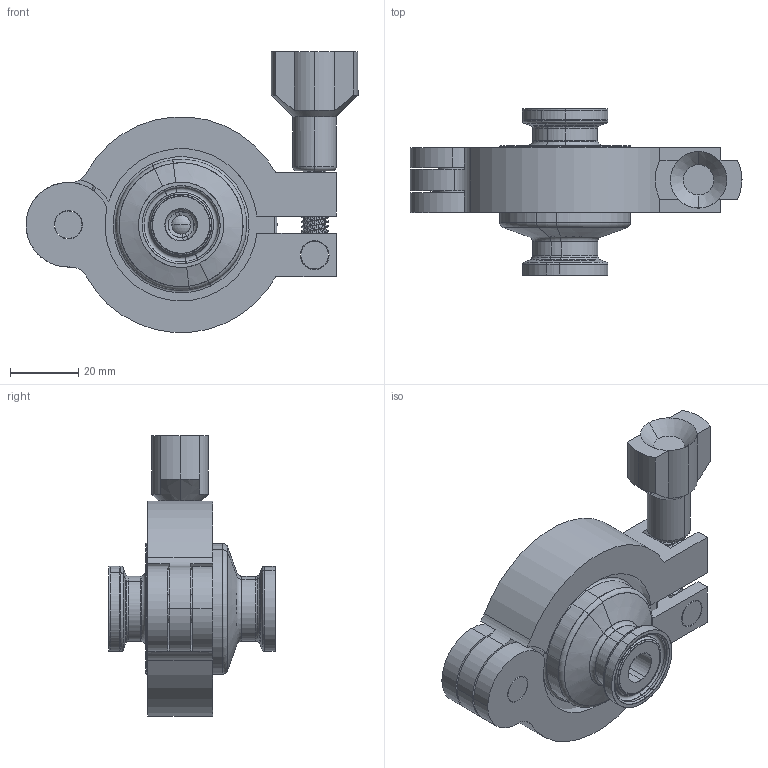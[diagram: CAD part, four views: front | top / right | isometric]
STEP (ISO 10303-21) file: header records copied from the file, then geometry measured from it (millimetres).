
FILE_DESCRIPTION (( 'STEP AP203' ), '1' );
FILE_NAME ('93JR-050-C.STEP', '2017-04-21T14:03:09', ( '' ), ( '' ), 'SwSTEP 2.0', 'SolidWorks 2014', '' );
FILE_SCHEMA (( 'CONFIG_CONTROL_DESIGN' ));
Length unit declared in the file: inch
Products named in the file (13): Hex Screw_AI_IN-HHMS 0.125-44x0.5x0.5-N; 25846_50 inlet; 3125ball; 25845; BellowsSK3098-30_COMPRESSED2; 16878; 26090; 98478_1_comp; 26092_Clearance; 93JR-050-C; 26091_COMPRESSED2; 26081; 26082
Assembly tree (18 placements, depth 3):
  93JR-050-C
    26091_COMPRESSED2
      3125ball
      BellowsSK3098-30_COMPRESSED2
      26090
      26092_Clearance
    26081
    26082
    Hex Screw_AI_IN-HHMS 0.125-44x0.5x0.5-N  x7
    25846_50 inlet
    25845
    16878
    98478_1_comp
Bounding box: 97.16 x 48.65 x 82.15 mm (x, y, z)
Volume: 108804.7 mm3; surface area: 71682.9 mm2
Topology: 20 solids, 20 shells, 789 faces, 1752 edges, 1038 vertices
Faces by surface type: cylinder 299, cone 220, plane 146, torus 120, sphere 4
Entity records: 23072 total; most frequent: CARTESIAN_POINT 5884, DIRECTION 3593, ORIENTED_EDGE 3062, AXIS2_PLACEMENT_3D 1533, EDGE_CURVE 1531, VERTEX_POINT 901, CIRCLE 822, EDGE_LOOP 776
